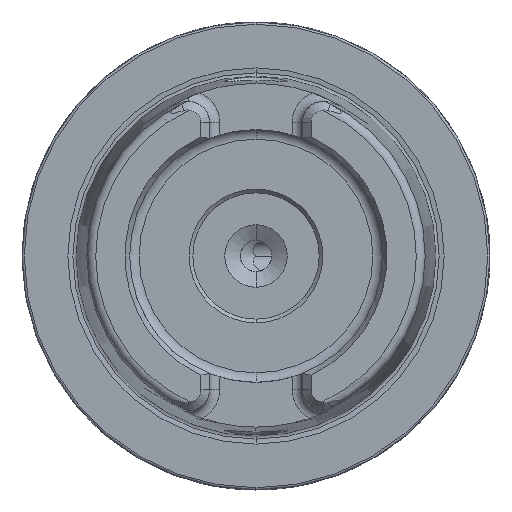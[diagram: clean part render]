
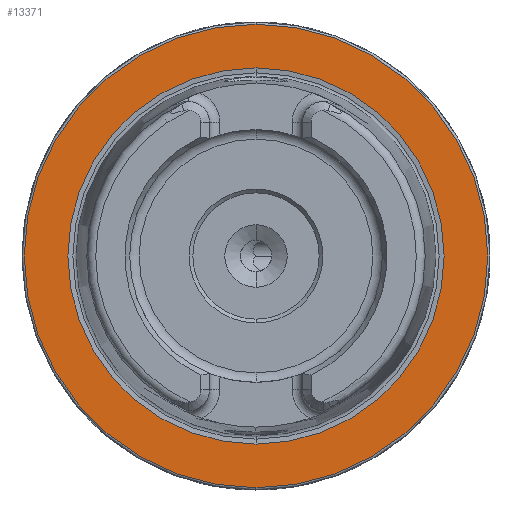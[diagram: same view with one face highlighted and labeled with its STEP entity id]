
A CAD part, left-side view. The second image highlights one B-rep face of the part: STEP entity #13371.
In plain terms, the highlighted planar face has unit normal (-1, 0, 0).
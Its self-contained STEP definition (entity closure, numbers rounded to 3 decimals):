
#459 = CARTESIAN_POINT ( 'NONE',  ( 0., 0., 31.2 ) ) ;
#565 = CIRCLE ( 'NONE', #6677, 25.324 ) ;
#614 = CIRCLE ( 'NONE', #5820, 31.2 ) ;
#1842 = ORIENTED_EDGE ( 'NONE', *, *, #9050, .T. ) ;
#2035 = EDGE_CURVE ( 'NONE', #9828, #11908, #614, .T. ) ;
#2188 = CARTESIAN_POINT ( 'NONE',  ( 0., 0., 0. ) ) ;
#2273 = DIRECTION ( 'NONE',  ( -1., 0., 0. ) ) ;
#2692 = CARTESIAN_POINT ( 'NONE',  ( 0., 0., -31.2 ) ) ;
#2815 = CARTESIAN_POINT ( 'NONE',  ( 0., 0., 25.324 ) ) ;
#3350 = AXIS2_PLACEMENT_3D ( 'NONE', #2188, #10962, #3447 ) ;
#3447 = DIRECTION ( 'NONE',  ( 0., 0., 1. ) ) ;
#3616 = CARTESIAN_POINT ( 'NONE',  ( 0., 0., -25.324 ) ) ;
#3755 = EDGE_CURVE ( 'NONE', #8182, #10690, #565, .T. ) ;
#4101 = FACE_BOUND ( 'NONE', #15090, .T. ) ;
#4172 = ORIENTED_EDGE ( 'NONE', *, *, #3755, .F. ) ;
#4319 = CARTESIAN_POINT ( 'NONE',  ( 0., 31.2, 0. ) ) ;
#5397 = ORIENTED_EDGE ( 'NONE', *, *, #2035, .T. ) ;
#5820 = AXIS2_PLACEMENT_3D ( 'NONE', #6566, #7492, #7655 ) ;
#6566 = CARTESIAN_POINT ( 'NONE',  ( 0., 0., 0. ) ) ;
#6654 = EDGE_CURVE ( 'NONE', #10690, #8182, #15735, .T. ) ;
#6677 = AXIS2_PLACEMENT_3D ( 'NONE', #13178, #13142, #13124 ) ;
#6810 = AXIS2_PLACEMENT_3D ( 'NONE', #4319, #6840, #15659 ) ;
#6840 = DIRECTION ( 'NONE',  ( 1., 0., 0. ) ) ;
#7492 = DIRECTION ( 'NONE',  ( -1., 0., 0. ) ) ;
#7655 = DIRECTION ( 'NONE',  ( 0., 0., 1. ) ) ;
#7672 = EDGE_LOOP ( 'NONE', ( #5397, #1842 ) ) ;
#7690 = ORIENTED_EDGE ( 'NONE', *, *, #6654, .F. ) ;
#8182 = VERTEX_POINT ( 'NONE', #2815 ) ;
#9050 = EDGE_CURVE ( 'NONE', #11908, #9828, #9163, .T. ) ;
#9163 = CIRCLE ( 'NONE', #10948, 31.2 ) ;
#9312 = PLANE ( 'NONE',  #6810 ) ;
#9808 = CARTESIAN_POINT ( 'NONE',  ( 0., 0., 0. ) ) ;
#9828 = VERTEX_POINT ( 'NONE', #459 ) ;
#10690 = VERTEX_POINT ( 'NONE', #3616 ) ;
#10948 = AXIS2_PLACEMENT_3D ( 'NONE', #9808, #2273, #11083 ) ;
#10962 = DIRECTION ( 'NONE',  ( -1., 0., 0. ) ) ;
#11083 = DIRECTION ( 'NONE',  ( 0., 0., 1. ) ) ;
#11908 = VERTEX_POINT ( 'NONE', #2692 ) ;
#13124 = DIRECTION ( 'NONE',  ( 0., 0., 1. ) ) ;
#13142 = DIRECTION ( 'NONE',  ( -1., 0., 0. ) ) ;
#13178 = CARTESIAN_POINT ( 'NONE',  ( 0., 0., 0. ) ) ;
#13371 = ADVANCED_FACE ( 'NONE', ( #4101, #13725 ), #9312, .F. ) ;
#13725 = FACE_OUTER_BOUND ( 'NONE', #7672, .T. ) ;
#15090 = EDGE_LOOP ( 'NONE', ( #4172, #7690 ) ) ;
#15659 = DIRECTION ( 'NONE',  ( 0., 0., -1. ) ) ;
#15735 = CIRCLE ( 'NONE', #3350, 25.324 ) ;
